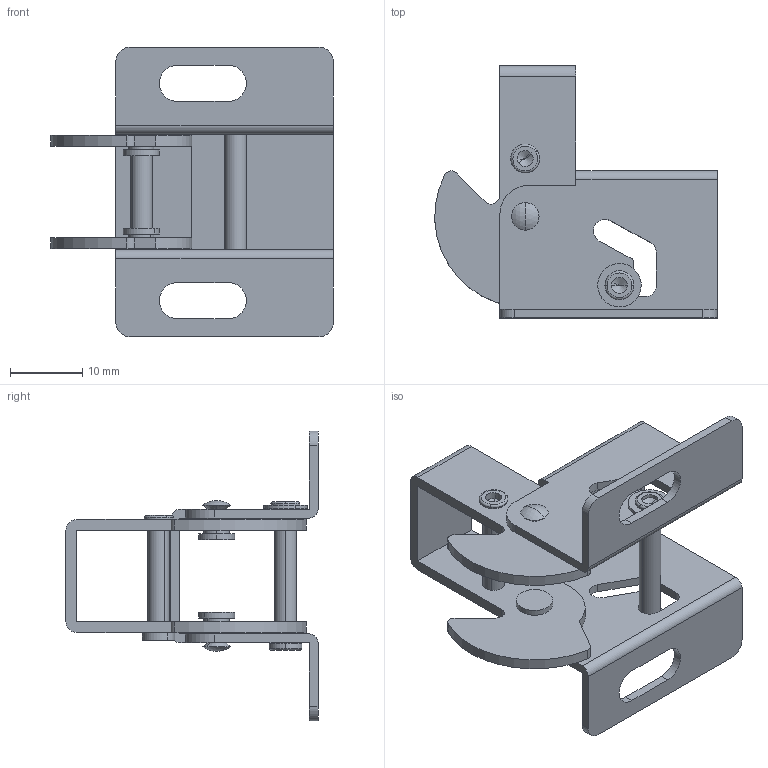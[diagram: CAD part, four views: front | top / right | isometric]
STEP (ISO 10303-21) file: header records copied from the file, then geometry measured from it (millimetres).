
FILE_DESCRIPTION (( 'STEP AP203' ), '1' );
FILE_NAME ('C-1850-5.STEP', '2015-09-07T04:37:50', ( '' ), ( '' ), 'SwSTEP 2.0', 'SolidWorks 2012', '' );
FILE_SCHEMA (( 'CONFIG_CONTROL_DESIGN' ));
Length unit declared in the file: millimetre
Products named in the file (7): C-1850-5_僶僱妡偗僺儞B; C-1850-5_僶僱妡偗僺儞A; C-1850-5_ラッチ軸SLDPRT; C-1850-5_ラッチ; C-1850-5_ベース; C-1850-5; C-1850-5_平ワッシャ
Assembly tree (7 placements, depth 2):
  C-1850-5
    C-1850-5_ベース
    C-1850-5_ラッチ
    C-1850-5_ラッチ軸SLDPRT  x2
    C-1850-5_僶僱妡偗僺儞A
    C-1850-5_僶僱妡偗僺儞B
    C-1850-5_平ワッシャ
Bounding box: 38.99 x 34.8 x 40 mm (x, y, z)
Volume: 4026.7 mm3; surface area: 7132.3 mm2
Topology: 7 solids, 7 shells, 162 faces, 408 edges, 266 vertices
Faces by surface type: cylinder 82, plane 62, cone 8, torus 6, sphere 4
Entity records: 5367 total; most frequent: DIRECTION 866, CARTESIAN_POINT 786, ORIENTED_EDGE 756, EDGE_CURVE 378, AXIS2_PLACEMENT_3D 329, VERTEX_POINT 249, VECTOR 208, LINE 208
